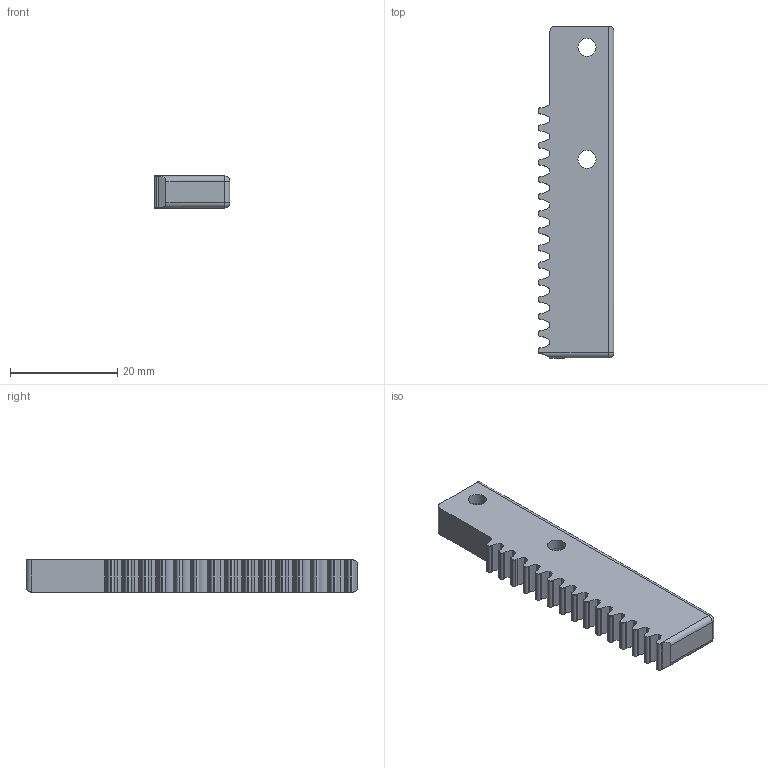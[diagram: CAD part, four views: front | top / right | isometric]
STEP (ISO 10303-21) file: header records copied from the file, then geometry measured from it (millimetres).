
FILE_DESCRIPTION(/* description */ (''),/* implementation_level */ '2;1');
FILE_NAME(/* name */ 'bottom_linear_gear.step',/* time_stamp */ '2026-02-16T15:38:01-08:00',/* author */ (''),/* organization */ (''),/* preprocessor_version */ 'ST-DEVELOPER v20.1',/* originating_system */ 'Autodesk Translation Framework v14.24.0.0',/* authorisation */ '');
FILE_SCHEMA (('AUTOMOTIVE_DESIGN { 1 0 10303 214 3 1 1 }'));
Length unit declared in the file: millimetre
Products named in the file (4): Manuel 1.0; V4 robot arm; Gripper (3); Bottom linear gear
Assembly tree (3 placements, depth 4):
  Manuel 1.0
    V4 robot arm
      Gripper (3)
        Bottom linear gear
Bounding box: 14.12 x 62 x 6 mm (x, y, z)
Volume: 4420.8 mm3; surface area: 2810 mm2
Topology: 1 solids, 1 shells, 143 faces, 408 edges, 268 vertices
Faces by surface type: cylinder 57, plane 53, bspline 30, sphere 3
Full cylindrical faces by diameter (mm): 3.4 x2, 6 x2
Entity records: 5677 total; most frequent: CARTESIAN_POINT 1948, ORIENTED_EDGE 816, DIRECTION 701, EDGE_CURVE 408, VERTEX_POINT 268, AXIS2_PLACEMENT_3D 235, LINE 231, VECTOR 231
